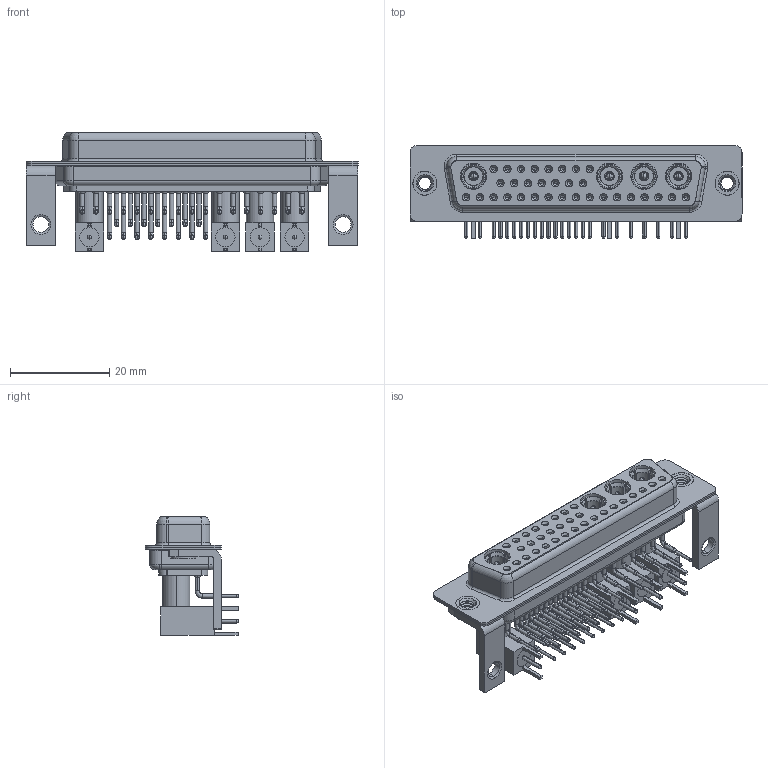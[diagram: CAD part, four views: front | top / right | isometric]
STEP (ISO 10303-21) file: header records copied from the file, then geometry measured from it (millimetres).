
FILE_DESCRIPTION (( 'STEP AP203' ), '1' );
FILE_NAME ('630-36W4240-5TC.STEP', '2022-06-09T08:14:48', ( '' ), ( '' ), 'SwSTEP 2.0', 'SolidWorks 2020', '' );
FILE_SCHEMA (( 'CONFIG_CONTROL_DESIGN' ));
Length unit declared in the file: millimetre
Products named in the file (19): 630Combo Threaded Rivet_B; Co-Ax Plug Assy_RA 50; 630Combo Contact Row 2_50 Contacts; Pin_RA 50; Locking Collar; Insulator Pin_Straight PC Tail; 630Combo Contact Row 1_50 Contacts; 630Combo Stabilizer Bracket_50 Contacts; 630Combo Housing_36W4; Insulator RA Pin; Co-Ax Plug_RA 50; 630Combo Shell Rear_50 Contacts; 630-36W4240-5TC; 630Combo Shell Front_50 Contacts; RA Back Shell_50; 630Combo Contact Row 3
Assembly tree (67 placements, depth 3):
  630-36W4240-5TC
    630Combo Housing_36W4
    630Combo Shell Front_50 Contacts
    630Combo Shell Rear_50 Contacts
    630Combo Threaded Rivet_B  x2
    630Combo Stabilizer Bracket_50 Contacts  x2
    Co-Ax Plug Assy_RA 50
      Co-Ax Plug_RA 50
      Insulator Pin_Straight PC Tail
      Pin_RA 50
      Locking Collar
      RA Back Shell_50
      Insulator RA Pin
    Co-Ax Plug Assy_RA 50
      Co-Ax Plug_RA 50
      Insulator Pin_Straight PC Tail
      Pin_RA 50
      Locking Collar
      RA Back Shell_50
      Insulator RA Pin
    Co-Ax Plug Assy_RA 50
      Co-Ax Plug_RA 50
      Insulator Pin_Straight PC Tail
      Pin_RA 50
      Locking Collar
      RA Back Shell_50
      Insulator RA Pin
    Co-Ax Plug Assy_RA 50
      Co-Ax Plug_RA 50
      Insulator Pin_Straight PC Tail
      Pin_RA 50
      Locking Collar
      RA Back Shell_50
      Insulator RA Pin
    630Combo Contact Row 1_50 Contacts  x8
    630Combo Contact Row 2_50 Contacts  x7
    630Combo Contact Row 3  x17
Bounding box: 67 x 18.8 x 23.95 mm (x, y, z)
Volume: 8637 mm3; surface area: 19400.3 mm2
Topology: 63 solids, 63 shells, 2685 faces, 6709 edges, 4217 vertices
Faces by surface type: cylinder 1151, plane 835, cone 464, bspline 138, torus 81, sphere 16
Entity records: 33947 total; most frequent: CARTESIAN_POINT 6899, DIRECTION 5489, ORIENTED_EDGE 4568, EDGE_CURVE 2284, AXIS2_PLACEMENT_3D 2282, VERTEX_POINT 1458, CIRCLE 1240, EDGE_LOOP 1212
